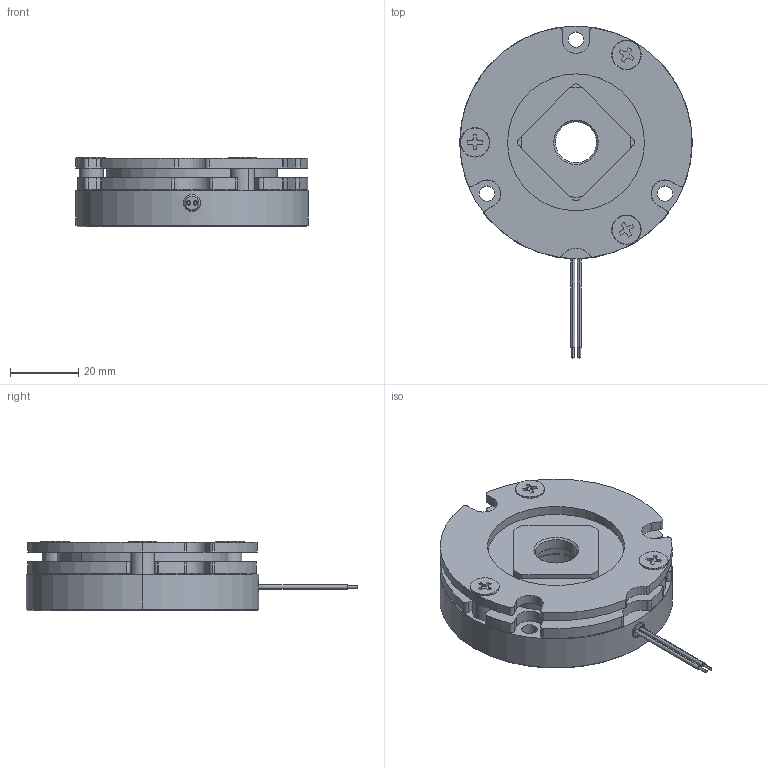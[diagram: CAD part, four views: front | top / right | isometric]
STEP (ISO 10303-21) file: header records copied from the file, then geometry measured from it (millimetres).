
FILE_DESCRIPTION (( 'STEP AP214' ), '1' );
FILE_NAME ('25463500.STEP', '2019-03-29T03:58:15', ( '' ), ( '' ), 'SwSTEP 2.0', 'SolidWorks 2018', '' );
FILE_SCHEMA (( 'AUTOMOTIVE_DESIGN' ));
Length unit declared in the file: millimetre
Products named in the file (1): 25463500
Bounding box: 68 x 97 x 20.4 mm (x, y, z)
Volume: 58125.5 mm3; surface area: 25323.1 mm2
Topology: 1 solids, 4 shells, 272 faces, 716 edges, 465 vertices
Faces by surface type: cylinder 138, plane 94, cone 24, bspline 16
Entity records: 27944 total; most frequent: CARTESIAN_POINT 18004, DIRECTION 1482, ORIENTED_EDGE 1432, EDGE_CURVE 716, AXIS2_PLACEMENT_3D 559, VERTEX_POINT 465, LINE 364, VECTOR 364
